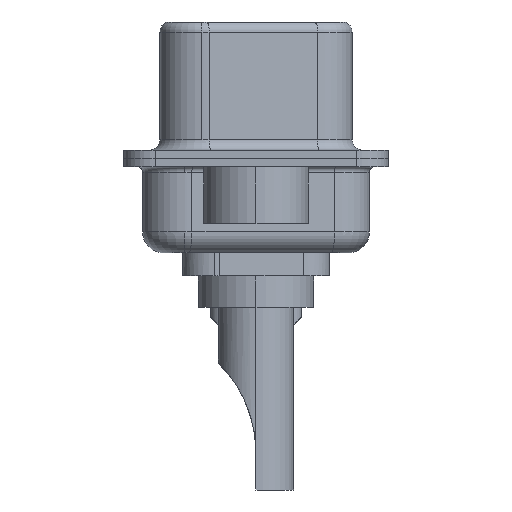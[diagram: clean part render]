
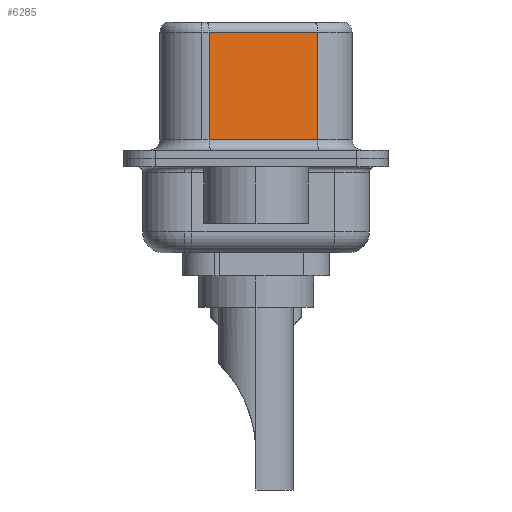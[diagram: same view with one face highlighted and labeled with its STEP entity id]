
A CAD part, left-side view. The second image highlights one B-rep face of the part: STEP entity #6285.
In plain terms, the highlighted planar face has unit normal (-0.985, -0.174, 0).
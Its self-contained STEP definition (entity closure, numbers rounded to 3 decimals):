
#691 = CARTESIAN_POINT ( 'NONE',  ( 4.585, -2.927, 6.02 ) ) ;
#712 = LINE ( 'NONE', #5257, #17372 ) ;
#1233 = CARTESIAN_POINT ( 'NONE',  ( 4.585, -2.927, 0.9 ) ) ;
#1365 = VECTOR ( 'NONE', #8128, 1000. ) ;
#1657 = DIRECTION ( 'NONE',  ( 0.174, -0.985, 0. ) ) ;
#1705 = VECTOR ( 'NONE', #11402, 1000. ) ;
#2201 = CARTESIAN_POINT ( 'NONE',  ( 4.585, -2.927, 6.52 ) ) ;
#3071 = DIRECTION ( 'NONE',  ( -0.174, 0.985, 0. ) ) ;
#3636 = EDGE_CURVE ( 'NONE', #16094, #7541, #712, .T. ) ;
#4941 = ORIENTED_EDGE ( 'NONE', *, *, #17448, .F. ) ;
#5087 = EDGE_CURVE ( 'NONE', #19766, #16094, #8262, .T. ) ;
#5257 = CARTESIAN_POINT ( 'NONE',  ( 4.585, -2.927, 0.9 ) ) ;
#5700 = VECTOR ( 'NONE', #16138, 1000. ) ;
#5769 = LINE ( 'NONE', #6458, #1365 ) ;
#6285 = ADVANCED_FACE ( 'NONE', ( #8211 ), #10419, .F. ) ;
#6458 = CARTESIAN_POINT ( 'NONE',  ( 4.585, -2.927, 6.02 ) ) ;
#6582 = CARTESIAN_POINT ( 'NONE',  ( 4.585, -2.927, 6.52 ) ) ;
#6892 = DIRECTION ( 'NONE',  ( 0.985, 0.174, 0. ) ) ;
#7541 = VERTEX_POINT ( 'NONE', #1233 ) ;
#8128 = DIRECTION ( 'NONE',  ( -0.174, 0.985, 0. ) ) ;
#8211 = FACE_OUTER_BOUND ( 'NONE', #11352, .T. ) ;
#8262 = LINE ( 'NONE', #18155, #1705 ) ;
#8702 = AXIS2_PLACEMENT_3D ( 'NONE', #6582, #6892, #3071 ) ;
#8946 = EDGE_CURVE ( 'NONE', #12584, #19766, #5769, .T. ) ;
#10255 = CARTESIAN_POINT ( 'NONE',  ( 3.675, 2.233, 0.9 ) ) ;
#10419 = PLANE ( 'NONE',  #8702 ) ;
#11352 = EDGE_LOOP ( 'NONE', ( #4941, #15184, #20071, #18208 ) ) ;
#11402 = DIRECTION ( 'NONE',  ( 0., 0., -1. ) ) ;
#12584 = VERTEX_POINT ( 'NONE', #691 ) ;
#14119 = LINE ( 'NONE', #2201, #5700 ) ;
#15184 = ORIENTED_EDGE ( 'NONE', *, *, #8946, .T. ) ;
#16094 = VERTEX_POINT ( 'NONE', #10255 ) ;
#16138 = DIRECTION ( 'NONE',  ( 0., 0., -1. ) ) ;
#16607 = CARTESIAN_POINT ( 'NONE',  ( 3.675, 2.233, 6.02 ) ) ;
#17372 = VECTOR ( 'NONE', #1657, 1000. ) ;
#17448 = EDGE_CURVE ( 'NONE', #12584, #7541, #14119, .T. ) ;
#18155 = CARTESIAN_POINT ( 'NONE',  ( 3.675, 2.233, 6.52 ) ) ;
#18208 = ORIENTED_EDGE ( 'NONE', *, *, #3636, .T. ) ;
#19766 = VERTEX_POINT ( 'NONE', #16607 ) ;
#20071 = ORIENTED_EDGE ( 'NONE', *, *, #5087, .T. ) ;
